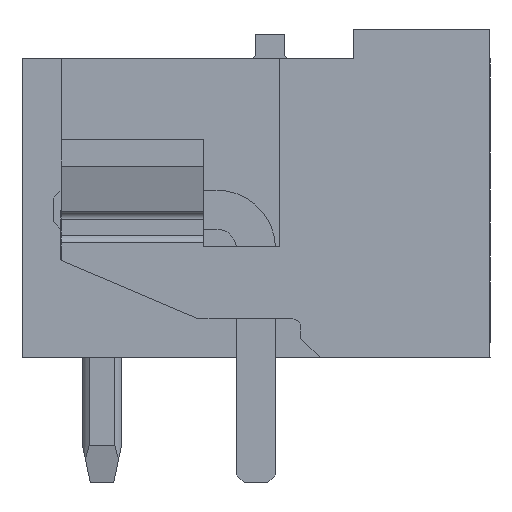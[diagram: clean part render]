
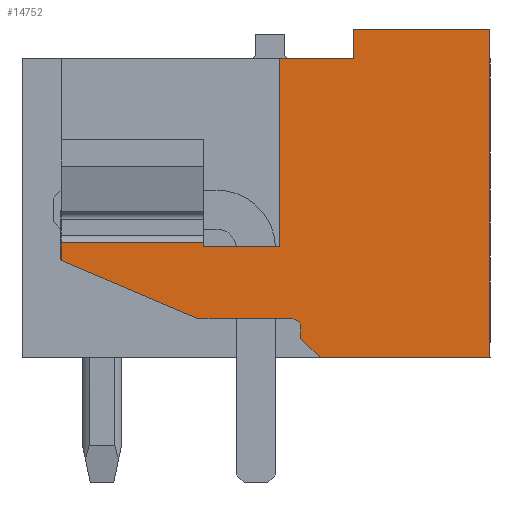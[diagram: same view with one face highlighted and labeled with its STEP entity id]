
A CAD part, left-side view. The second image highlights one B-rep face of the part: STEP entity #14752.
In plain terms, the highlighted planar face has unit normal (-1, 0, 0).
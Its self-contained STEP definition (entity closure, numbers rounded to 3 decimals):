
#14496=AXIS2_PLACEMENT_3D('Circle Axis2P3D',#14494,#14495,$) ;
#14723=AXIS2_PLACEMENT_3D('Plane Axis2P3D',#14720,#14721,#14722) ;
#269=CARTESIAN_POINT('Vertex',(0.,3.5,11.63)) ;
#272=CARTESIAN_POINT('Line Origine',(0.,1.75,11.63)) ;
#276=CARTESIAN_POINT('Vertex',(0.,0.,11.63)) ;
#935=CARTESIAN_POINT('Vertex',(0.,5.4,10.88)) ;
#938=CARTESIAN_POINT('Line Origine',(0.,4.45,10.88)) ;
#942=CARTESIAN_POINT('Vertex',(0.,3.5,10.88)) ;
#1484=CARTESIAN_POINT('Vertex',(0.,0.,3.2)) ;
#1487=CARTESIAN_POINT('Line Origine',(0.,2.177,3.2)) ;
#1491=CARTESIAN_POINT('Vertex',(0.,4.354,3.2)) ;
#7298=CARTESIAN_POINT('Line Origine',(0.,0.,7.415)) ;
#14044=CARTESIAN_POINT('Vertex',(0.,7.35,6.15)) ;
#14047=CARTESIAN_POINT('Line Origine',(0.,7.35,6.1)) ;
#14051=CARTESIAN_POINT('Vertex',(0.,7.35,6.05)) ;
#14158=CARTESIAN_POINT('Line Origine',(0.,9.175,6.15)) ;
#14162=CARTESIAN_POINT('Vertex',(0.,11.,6.15)) ;
#14384=CARTESIAN_POINT('Vertex',(0.,7.464,4.2)) ;
#14389=CARTESIAN_POINT('Line Origine',(0.,9.232,4.95)) ;
#14393=CARTESIAN_POINT('Vertex',(0.,11.,5.7)) ;
#14424=CARTESIAN_POINT('Vertex',(0.,5.054,4.2)) ;
#14429=CARTESIAN_POINT('Line Origine',(0.,6.259,4.2)) ;
#14489=CARTESIAN_POINT('Vertex',(0.,4.854,4.)) ;
#14494=CARTESIAN_POINT('Axis2P3D Location',(0.,5.054,4.)) ;
#14520=CARTESIAN_POINT('Vertex',(0.,4.854,3.7)) ;
#14525=CARTESIAN_POINT('Line Origine',(0.,4.854,3.85)) ;
#14547=CARTESIAN_POINT('Line Origine',(0.,4.604,3.45)) ;
#14573=CARTESIAN_POINT('Vertex',(0.,5.4,6.05)) ;
#14578=CARTESIAN_POINT('Line Origine',(0.,5.4,8.465)) ;
#14628=CARTESIAN_POINT('Line Origine',(0.,6.375,6.05)) ;
#14720=CARTESIAN_POINT('Axis2P3D Location',(0.,0.,0.)) ;
#14725=CARTESIAN_POINT('Line Origine',(0.,11.,5.925)) ;
#14730=CARTESIAN_POINT('Line Origine',(0.,3.5,11.255)) ;
#273=DIRECTION('Vector Direction',(0.,-1.,0.)) ;
#939=DIRECTION('Vector Direction',(0.,1.,0.)) ;
#1488=DIRECTION('Vector Direction',(0.,1.,0.)) ;
#7299=DIRECTION('Vector Direction',(0.,0.,-1.)) ;
#14048=DIRECTION('Vector Direction',(0.,0.,1.)) ;
#14159=DIRECTION('Vector Direction',(0.,1.,0.)) ;
#14390=DIRECTION('Vector Direction',(0.,-0.921,-0.391)) ;
#14430=DIRECTION('Vector Direction',(0.,-1.,0.)) ;
#14495=DIRECTION('Axis2P3D Direction',(-1.,0.,0.)) ;
#14526=DIRECTION('Vector Direction',(0.,0.,-1.)) ;
#14548=DIRECTION('Vector Direction',(0.,-0.707,-0.707)) ;
#14579=DIRECTION('Vector Direction',(0.,0.,1.)) ;
#14629=DIRECTION('Vector Direction',(0.,1.,0.)) ;
#14721=DIRECTION('Axis2P3D Direction',(-1.,0.,0.)) ;
#14722=DIRECTION('Axis2P3D XDirection',(0.,-1.,0.)) ;
#14726=DIRECTION('Vector Direction',(0.,0.,-1.)) ;
#14731=DIRECTION('Vector Direction',(0.,0.,1.)) ;
#274=VECTOR('Line Direction',#273,1.) ;
#940=VECTOR('Line Direction',#939,1.) ;
#1489=VECTOR('Line Direction',#1488,1.) ;
#7300=VECTOR('Line Direction',#7299,1.) ;
#14049=VECTOR('Line Direction',#14048,1.) ;
#14160=VECTOR('Line Direction',#14159,1.) ;
#14391=VECTOR('Line Direction',#14390,1.) ;
#14431=VECTOR('Line Direction',#14430,1.) ;
#14527=VECTOR('Line Direction',#14526,1.) ;
#14549=VECTOR('Line Direction',#14548,1.) ;
#14580=VECTOR('Line Direction',#14579,1.) ;
#14630=VECTOR('Line Direction',#14629,1.) ;
#14727=VECTOR('Line Direction',#14726,1.) ;
#14732=VECTOR('Line Direction',#14731,1.) ;
#14736=ORIENTED_EDGE('',*,*,#14053,.T.) ;
#14737=ORIENTED_EDGE('',*,*,#14164,.T.) ;
#14738=ORIENTED_EDGE('',*,*,#14729,.F.) ;
#14739=ORIENTED_EDGE('',*,*,#14395,.F.) ;
#14740=ORIENTED_EDGE('',*,*,#14433,.F.) ;
#14741=ORIENTED_EDGE('',*,*,#14498,.F.) ;
#14742=ORIENTED_EDGE('',*,*,#14529,.F.) ;
#14743=ORIENTED_EDGE('',*,*,#14551,.F.) ;
#14744=ORIENTED_EDGE('',*,*,#1493,.T.) ;
#14745=ORIENTED_EDGE('',*,*,#7302,.T.) ;
#14746=ORIENTED_EDGE('',*,*,#278,.T.) ;
#14747=ORIENTED_EDGE('',*,*,#14734,.T.) ;
#14748=ORIENTED_EDGE('',*,*,#944,.T.) ;
#14749=ORIENTED_EDGE('',*,*,#14582,.F.) ;
#14750=ORIENTED_EDGE('',*,*,#14632,.F.) ;
#14752=ADVANCED_FACE('Housing',(#14751),#14724,.T.) ;
#14497=CIRCLE('generated circle',#14496,0.2) ;
#278=EDGE_CURVE('',#277,#270,#275,.F.) ;
#944=EDGE_CURVE('',#943,#936,#941,.T.) ;
#1493=EDGE_CURVE('',#1492,#1485,#1490,.F.) ;
#7302=EDGE_CURVE('',#1485,#277,#7301,.F.) ;
#14053=EDGE_CURVE('',#14052,#14045,#14050,.T.) ;
#14164=EDGE_CURVE('',#14045,#14163,#14161,.T.) ;
#14395=EDGE_CURVE('',#14385,#14394,#14392,.F.) ;
#14433=EDGE_CURVE('',#14425,#14385,#14432,.F.) ;
#14498=EDGE_CURVE('',#14490,#14425,#14497,.T.) ;
#14529=EDGE_CURVE('',#14521,#14490,#14528,.F.) ;
#14551=EDGE_CURVE('',#1492,#14521,#14550,.F.) ;
#14582=EDGE_CURVE('',#14574,#936,#14581,.T.) ;
#14632=EDGE_CURVE('',#14052,#14574,#14631,.F.) ;
#14729=EDGE_CURVE('',#14394,#14163,#14728,.F.) ;
#14734=EDGE_CURVE('',#270,#943,#14733,.F.) ;
#14735=EDGE_LOOP('',(#14736,#14737,#14738,#14739,#14740,#14741,#14742,#14743,#14744,#14745,#14746,#14747,#14748,#14749,#14750)) ;
#14751=FACE_OUTER_BOUND('',#14735,.T.) ;
#275=LINE('Line',#272,#274) ;
#941=LINE('Line',#938,#940) ;
#1490=LINE('Line',#1487,#1489) ;
#7301=LINE('Line',#7298,#7300) ;
#14050=LINE('Line',#14047,#14049) ;
#14161=LINE('Line',#14158,#14160) ;
#14392=LINE('Line',#14389,#14391) ;
#14432=LINE('Line',#14429,#14431) ;
#14528=LINE('Line',#14525,#14527) ;
#14550=LINE('Line',#14547,#14549) ;
#14581=LINE('Line',#14578,#14580) ;
#14631=LINE('Line',#14628,#14630) ;
#14728=LINE('Line',#14725,#14727) ;
#14733=LINE('Line',#14730,#14732) ;
#14724=PLANE('',#14723) ;
#270=VERTEX_POINT('',#269) ;
#277=VERTEX_POINT('',#276) ;
#936=VERTEX_POINT('',#935) ;
#943=VERTEX_POINT('',#942) ;
#1485=VERTEX_POINT('',#1484) ;
#1492=VERTEX_POINT('',#1491) ;
#14045=VERTEX_POINT('',#14044) ;
#14052=VERTEX_POINT('',#14051) ;
#14163=VERTEX_POINT('',#14162) ;
#14385=VERTEX_POINT('',#14384) ;
#14394=VERTEX_POINT('',#14393) ;
#14425=VERTEX_POINT('',#14424) ;
#14490=VERTEX_POINT('',#14489) ;
#14521=VERTEX_POINT('',#14520) ;
#14574=VERTEX_POINT('',#14573) ;
